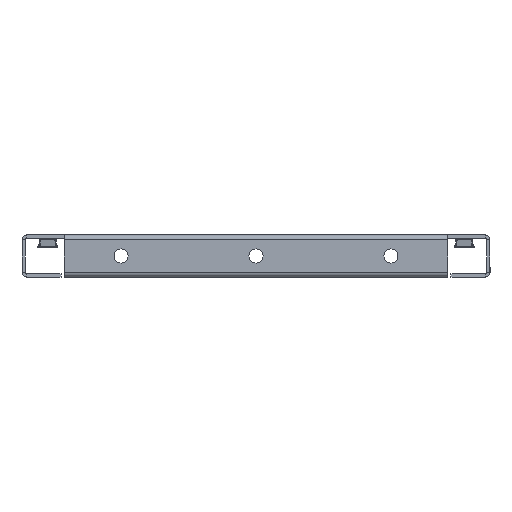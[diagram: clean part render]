
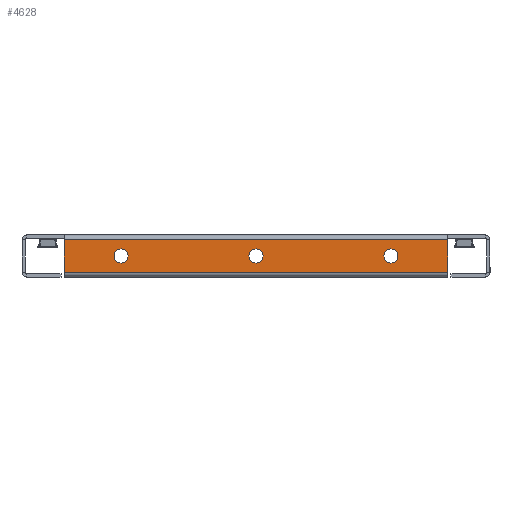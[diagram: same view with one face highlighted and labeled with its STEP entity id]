
A CAD part, left-side view. The second image highlights one B-rep face of the part: STEP entity #4628.
In plain terms, the highlighted planar face has unit normal (-1, 0, 0).
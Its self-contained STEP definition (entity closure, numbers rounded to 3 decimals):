
#43 = DIRECTION ( 'NONE',  ( 0., 0., 1. ) ) ;
#69 = ORIENTED_EDGE ( 'NONE', *, *, #2617, .F. ) ;
#72 = EDGE_CURVE ( 'NONE', #4437, #4511, #397, .T. ) ;
#78 = DIRECTION ( 'NONE',  ( -1., 0., 0. ) ) ;
#212 = EDGE_LOOP ( 'NONE', ( #2247, #5094 ) ) ;
#369 = AXIS2_PLACEMENT_3D ( 'NONE', #5495, #1734, #5591 ) ;
#397 = LINE ( 'NONE', #3605, #3422 ) ;
#443 = DIRECTION ( 'NONE',  ( 0., 0., -1. ) ) ;
#561 = DIRECTION ( 'NONE',  ( 0., 0., -1. ) ) ;
#658 = VERTEX_POINT ( 'NONE', #1759 ) ;
#667 = DIRECTION ( 'NONE',  ( 0., 0., 1. ) ) ;
#678 = EDGE_CURVE ( 'NONE', #4703, #3818, #2522, .T. ) ;
#708 = CARTESIAN_POINT ( 'NONE',  ( -350., 233.5, -9. ) ) ;
#786 = AXIS2_PLACEMENT_3D ( 'NONE', #4223, #78, #43 ) ;
#895 = DIRECTION ( 'NONE',  ( -1., 0., 0. ) ) ;
#917 = ORIENTED_EDGE ( 'NONE', *, *, #1983, .T. ) ;
#929 = AXIS2_PLACEMENT_3D ( 'NONE', #3557, #5377, #5312 ) ;
#971 = CARTESIAN_POINT ( 'NONE',  ( -350., 24., -24. ) ) ;
#998 = CARTESIAN_POINT ( 'NONE',  ( -350., 270., -24. ) ) ;
#1018 = AXIS2_PLACEMENT_3D ( 'NONE', #5492, #2697, #443 ) ;
#1332 = DIRECTION ( 'NONE',  ( 0., -1., 0. ) ) ;
#1510 = CARTESIAN_POINT ( 'NONE',  ( -350., 60.5, -13.5 ) ) ;
#1531 = EDGE_CURVE ( 'NONE', #3818, #4703, #1850, .T. ) ;
#1688 = ORIENTED_EDGE ( 'NONE', *, *, #72, .T. ) ;
#1734 = DIRECTION ( 'NONE',  ( -1., 0., 0. ) ) ;
#1759 = CARTESIAN_POINT ( 'NONE',  ( -350., 60.5, -18. ) ) ;
#1850 = CIRCLE ( 'NONE', #786, 4.5 ) ;
#1983 = EDGE_CURVE ( 'NONE', #5667, #2268, #2408, .T. ) ;
#1990 = DIRECTION ( 'NONE',  ( 1., 0., 0. ) ) ;
#2247 = ORIENTED_EDGE ( 'NONE', *, *, #1531, .F. ) ;
#2268 = VERTEX_POINT ( 'NONE', #3434 ) ;
#2314 = CARTESIAN_POINT ( 'NONE',  ( -350., 233.5, -13.5 ) ) ;
#2408 = LINE ( 'NONE', #2461, #2761 ) ;
#2410 = ORIENTED_EDGE ( 'NONE', *, *, #3873, .F. ) ;
#2417 = CARTESIAN_POINT ( 'NONE',  ( -350., 0., 0. ) ) ;
#2461 = CARTESIAN_POINT ( 'NONE',  ( -350., 24., 0. ) ) ;
#2522 = CIRCLE ( 'NONE', #369, 4.5 ) ;
#2580 = CARTESIAN_POINT ( 'NONE',  ( -350., 270., -3. ) ) ;
#2617 = EDGE_CURVE ( 'NONE', #3743, #5258, #4521, .T. ) ;
#2697 = DIRECTION ( 'NONE',  ( -1., 0., 0. ) ) ;
#2761 = VECTOR ( 'NONE', #4329, 1000. ) ;
#2772 = AXIS2_PLACEMENT_3D ( 'NONE', #2417, #1990, #561 ) ;
#2949 = CARTESIAN_POINT ( 'NONE',  ( -350., 147., -9. ) ) ;
#3162 = VECTOR ( 'NONE', #4506, 1000. ) ;
#3164 = CARTESIAN_POINT ( 'NONE',  ( -350., 147., -18. ) ) ;
#3202 = ORIENTED_EDGE ( 'NONE', *, *, #3210, .F. ) ;
#3210 = EDGE_CURVE ( 'NONE', #3731, #658, #3847, .T. ) ;
#3230 = DIRECTION ( 'NONE',  ( 0., 0., -1. ) ) ;
#3351 = VECTOR ( 'NONE', #1332, 1000. ) ;
#3371 = DIRECTION ( 'NONE',  ( -1., 0., 0. ) ) ;
#3422 = VECTOR ( 'NONE', #5970, 1000. ) ;
#3434 = CARTESIAN_POINT ( 'NONE',  ( -350., 24., -3. ) ) ;
#3557 = CARTESIAN_POINT ( 'NONE',  ( -350., 60.5, -13.5 ) ) ;
#3605 = CARTESIAN_POINT ( 'NONE',  ( -350., 270., 0. ) ) ;
#3616 = EDGE_CURVE ( 'NONE', #5258, #3743, #4638, .T. ) ;
#3683 = ORIENTED_EDGE ( 'NONE', *, *, #5263, .F. ) ;
#3731 = VERTEX_POINT ( 'NONE', #3934 ) ;
#3743 = VERTEX_POINT ( 'NONE', #708 ) ;
#3789 = PLANE ( 'NONE',  #2772 ) ;
#3818 = VERTEX_POINT ( 'NONE', #2949 ) ;
#3828 = CARTESIAN_POINT ( 'NONE',  ( -350., 233.5, -18. ) ) ;
#3847 = CIRCLE ( 'NONE', #929, 4.5 ) ;
#3873 = EDGE_CURVE ( 'NONE', #4437, #2268, #5471, .T. ) ;
#3934 = CARTESIAN_POINT ( 'NONE',  ( -350., 60.5, -9. ) ) ;
#3958 = AXIS2_PLACEMENT_3D ( 'NONE', #1510, #3371, #667 ) ;
#4003 = EDGE_LOOP ( 'NONE', ( #69, #5169 ) ) ;
#4034 = EDGE_CURVE ( 'NONE', #4511, #5667, #4200, .T. ) ;
#4144 = CIRCLE ( 'NONE', #3958, 4.5 ) ;
#4200 = LINE ( 'NONE', #998, #3351 ) ;
#4223 = CARTESIAN_POINT ( 'NONE',  ( -350., 147., -13.5 ) ) ;
#4308 = FACE_BOUND ( 'NONE', #4003, .T. ) ;
#4329 = DIRECTION ( 'NONE',  ( 0., 0., 1. ) ) ;
#4341 = AXIS2_PLACEMENT_3D ( 'NONE', #2314, #895, #3230 ) ;
#4389 = EDGE_LOOP ( 'NONE', ( #3202, #3683 ) ) ;
#4437 = VERTEX_POINT ( 'NONE', #2580 ) ;
#4466 = ORIENTED_EDGE ( 'NONE', *, *, #4034, .T. ) ;
#4506 = DIRECTION ( 'NONE',  ( 0., -1., 0. ) ) ;
#4511 = VERTEX_POINT ( 'NONE', #5552 ) ;
#4521 = CIRCLE ( 'NONE', #1018, 4.5 ) ;
#4628 = ADVANCED_FACE ( 'NONE', ( #5243, #4837, #4308, #5208 ), #3789, .F. ) ;
#4638 = CIRCLE ( 'NONE', #4341, 4.5 ) ;
#4703 = VERTEX_POINT ( 'NONE', #3164 ) ;
#4837 = FACE_BOUND ( 'NONE', #212, .T. ) ;
#5094 = ORIENTED_EDGE ( 'NONE', *, *, #678, .F. ) ;
#5169 = ORIENTED_EDGE ( 'NONE', *, *, #3616, .F. ) ;
#5208 = FACE_OUTER_BOUND ( 'NONE', #5879, .T. ) ;
#5243 = FACE_BOUND ( 'NONE', #4389, .T. ) ;
#5258 = VERTEX_POINT ( 'NONE', #3828 ) ;
#5263 = EDGE_CURVE ( 'NONE', #658, #3731, #4144, .T. ) ;
#5312 = DIRECTION ( 'NONE',  ( 0., 0., 1. ) ) ;
#5377 = DIRECTION ( 'NONE',  ( -1., 0., 0. ) ) ;
#5471 = LINE ( 'NONE', #5494, #3162 ) ;
#5492 = CARTESIAN_POINT ( 'NONE',  ( -350., 233.5, -13.5 ) ) ;
#5494 = CARTESIAN_POINT ( 'NONE',  ( -350., 24., -3. ) ) ;
#5495 = CARTESIAN_POINT ( 'NONE',  ( -350., 147., -13.5 ) ) ;
#5552 = CARTESIAN_POINT ( 'NONE',  ( -350., 270., -24. ) ) ;
#5591 = DIRECTION ( 'NONE',  ( 0., 0., 1. ) ) ;
#5667 = VERTEX_POINT ( 'NONE', #971 ) ;
#5879 = EDGE_LOOP ( 'NONE', ( #4466, #917, #2410, #1688 ) ) ;
#5970 = DIRECTION ( 'NONE',  ( 0., 0., -1. ) ) ;
